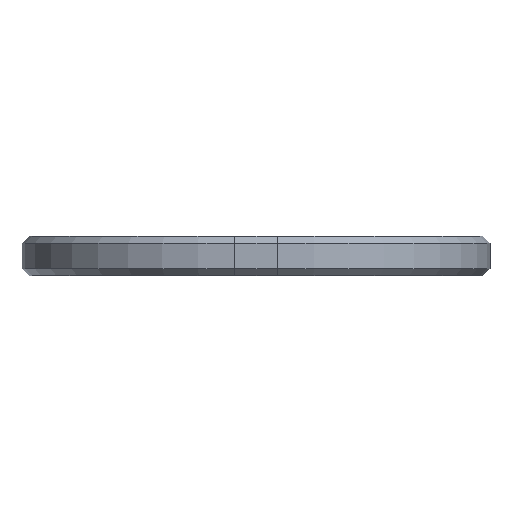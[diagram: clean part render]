
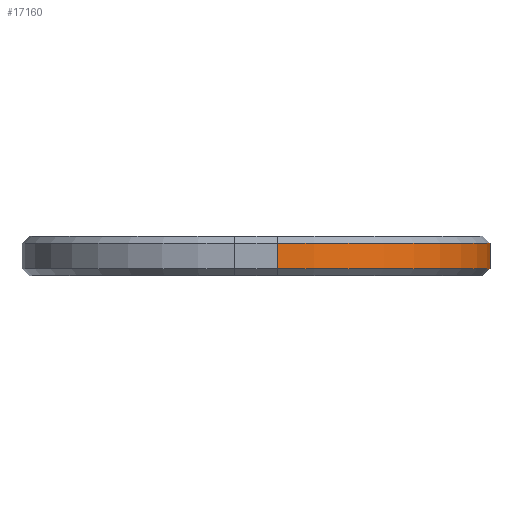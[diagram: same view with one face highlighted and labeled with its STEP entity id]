
A CAD part, left-side view. The second image highlights one B-rep face of the part: STEP entity #17160.
In plain terms, the highlighted cylindrical face has radius 15 mm (diameter 30 mm), a partial arc.
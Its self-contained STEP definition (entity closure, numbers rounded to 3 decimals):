
#18=CYLINDRICAL_SURFACE('',#17683,15.);
#41=CIRCLE('',#17665,15.);
#49=CIRCLE('',#17684,15.);
#1588=FACE_OUTER_BOUND('',#2651,.T.);
#2651=EDGE_LOOP('',(#15298,#15299,#15300,#15301));
#5205=LINE('',#37564,#6515);
#5207=LINE('',#37568,#6517);
#6515=VECTOR('',#19668,10.);
#6517=VECTOR('',#19672,10.);
#8203=VERTEX_POINT('',#37505);
#8206=VERTEX_POINT('',#37510);
#8222=VERTEX_POINT('',#37563);
#8223=VERTEX_POINT('',#37567);
#10630=EDGE_CURVE('',#8206,#8203,#41,.T.);
#10656=EDGE_CURVE('',#8222,#8203,#5205,.T.);
#10658=EDGE_CURVE('',#8206,#8223,#5207,.T.);
#10659=EDGE_CURVE('',#8222,#8223,#49,.T.);
#15298=ORIENTED_EDGE('',*,*,#10630,.F.);
#15299=ORIENTED_EDGE('',*,*,#10658,.T.);
#15300=ORIENTED_EDGE('',*,*,#10659,.F.);
#15301=ORIENTED_EDGE('',*,*,#10656,.T.);
#17160=ADVANCED_FACE('',(#1588),#18,.T.);
#17665=AXIS2_PLACEMENT_3D('',#37512,#19614,#19615);
#17683=AXIS2_PLACEMENT_3D('',#37566,#19670,#19671);
#17684=AXIS2_PLACEMENT_3D('',#37569,#19673,#19674);
#19614=DIRECTION('center_axis',(0.,0.,1.));
#19615=DIRECTION('ref_axis',(-0.707,-0.707,0.));
#19668=DIRECTION('',(0.,0.,1.));
#19670=DIRECTION('center_axis',(0.,0.,1.));
#19671=DIRECTION('ref_axis',(-0.707,-0.707,0.));
#19672=DIRECTION('',(0.,0.,-1.));
#19673=DIRECTION('center_axis',(0.,0.,-1.));
#19674=DIRECTION('ref_axis',(-0.707,-0.707,0.));
#37505=CARTESIAN_POINT('',(15.,-33.,2.3));
#37510=CARTESIAN_POINT('',(0.,-18.,2.3));
#37512=CARTESIAN_POINT('Origin',(15.,-18.,2.3));
#37563=CARTESIAN_POINT('',(15.,-33.,0.5));
#37564=CARTESIAN_POINT('',(15.,-33.,0.));
#37566=CARTESIAN_POINT('Origin',(15.,-18.,0.));
#37567=CARTESIAN_POINT('',(0.,-18.,0.5));
#37568=CARTESIAN_POINT('',(0.,-18.,0.));
#37569=CARTESIAN_POINT('Origin',(15.,-18.,0.5));
